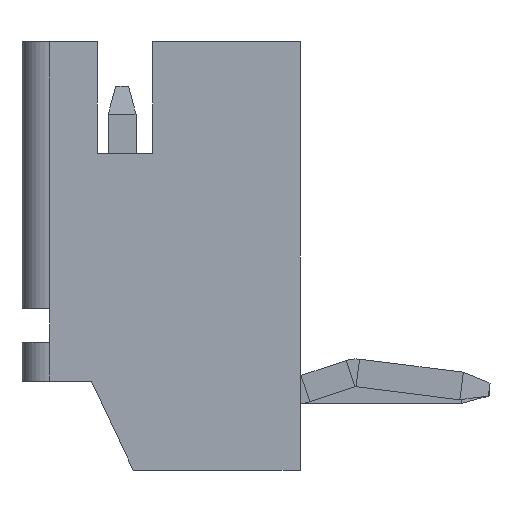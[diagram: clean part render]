
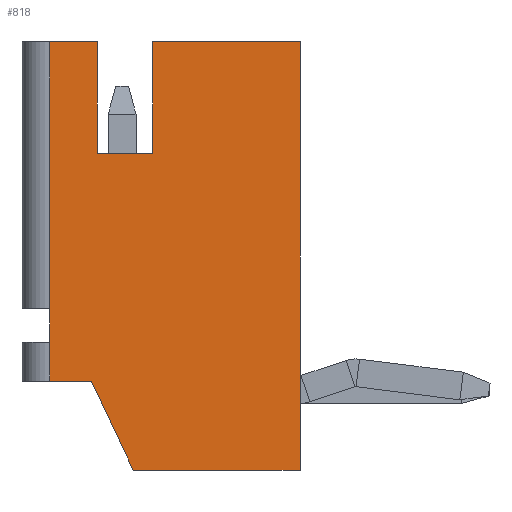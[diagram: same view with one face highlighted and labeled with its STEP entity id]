
A CAD part, left-side view. The second image highlights one B-rep face of the part: STEP entity #818.
In plain terms, the highlighted planar face has unit normal (-1, 0, 0).
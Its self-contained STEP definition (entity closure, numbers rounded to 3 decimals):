
#70 = VECTOR ( 'NONE', #3152, 1000. ) ;
#114 = EDGE_CURVE ( 'NONE', #2449, #1836, #2096, .T. ) ;
#217 = EDGE_CURVE ( 'NONE', #1904, #4919, #3669, .T. ) ;
#241 = DIRECTION ( 'NONE',  ( 0., -0.424, -0.905 ) ) ;
#346 = LINE ( 'NONE', #2155, #1462 ) ;
#401 = CARTESIAN_POINT ( 'NONE',  ( -2., 0.45, 4.1 ) ) ;
#450 = VERTEX_POINT ( 'NONE', #4617 ) ;
#473 = EDGE_CURVE ( 'NONE', #2408, #5169, #346, .T. ) ;
#502 = LINE ( 'NONE', #3712, #4628 ) ;
#546 = ORIENTED_EDGE ( 'NONE', *, *, #217, .T. ) ;
#574 = DIRECTION ( 'NONE',  ( 0., 1., 0. ) ) ;
#652 = VERTEX_POINT ( 'NONE', #2115 ) ;
#772 = EDGE_CURVE ( 'NONE', #1728, #2408, #3346, .T. ) ;
#818 = ADVANCED_FACE ( 'NONE', ( #3019 ), #1498, .T. ) ;
#848 = CARTESIAN_POINT ( 'NONE',  ( -2., 1.3, 1.3 ) ) ;
#885 = VECTOR ( 'NONE', #241, 1000. ) ;
#902 = DIRECTION ( 'NONE',  ( 0., 0., -1. ) ) ;
#932 = CARTESIAN_POINT ( 'NONE',  ( -2., 0.45, 6.1 ) ) ;
#1022 = EDGE_CURVE ( 'NONE', #4919, #4282, #3074, .T. ) ;
#1036 = ORIENTED_EDGE ( 'NONE', *, *, #1022, .T. ) ;
#1055 = LINE ( 'NONE', #2521, #5115 ) ;
#1150 = CARTESIAN_POINT ( 'NONE',  ( -2., 0.55, 0. ) ) ;
#1212 = ORIENTED_EDGE ( 'NONE', *, *, #772, .T. ) ;
#1377 = ORIENTED_EDGE ( 'NONE', *, *, #4868, .T. ) ;
#1462 = VECTOR ( 'NONE', #1478, 1000. ) ;
#1463 = ORIENTED_EDGE ( 'NONE', *, *, #2283, .T. ) ;
#1478 = DIRECTION ( 'NONE',  ( 0., 0., 1. ) ) ;
#1482 = DIRECTION ( 'NONE',  ( 0., 1., 0. ) ) ;
#1498 = PLANE ( 'NONE',  #2916 ) ;
#1613 = LINE ( 'NONE', #1801, #2253 ) ;
#1728 = VERTEX_POINT ( 'NONE', #4807 ) ;
#1735 = ORIENTED_EDGE ( 'NONE', *, *, #114, .T. ) ;
#1801 = CARTESIAN_POINT ( 'NONE',  ( -2., -3.2, 6.1 ) ) ;
#1836 = VERTEX_POINT ( 'NONE', #2542 ) ;
#1899 = VECTOR ( 'NONE', #1482, 1000. ) ;
#1904 = VERTEX_POINT ( 'NONE', #3051 ) ;
#1919 = ORIENTED_EDGE ( 'NONE', *, *, #2080, .T. ) ;
#1987 = LINE ( 'NONE', #4523, #4124 ) ;
#2080 = EDGE_CURVE ( 'NONE', #3957, #2449, #1613, .T. ) ;
#2096 = LINE ( 'NONE', #3914, #4350 ) ;
#2115 = CARTESIAN_POINT ( 'NONE',  ( -2., 1.3, 1.3 ) ) ;
#2120 = DIRECTION ( 'NONE',  ( 0., -1., 0. ) ) ;
#2155 = CARTESIAN_POINT ( 'NONE',  ( -2., 0.45, 6.1 ) ) ;
#2189 = LINE ( 'NONE', #4623, #70 ) ;
#2253 = VECTOR ( 'NONE', #3410, 1000. ) ;
#2265 = CARTESIAN_POINT ( 'NONE',  ( -2., 0.45, 4.1 ) ) ;
#2283 = EDGE_CURVE ( 'NONE', #1836, #1728, #2560, .T. ) ;
#2408 = VERTEX_POINT ( 'NONE', #401 ) ;
#2430 = LINE ( 'NONE', #848, #3182 ) ;
#2449 = VERTEX_POINT ( 'NONE', #3605 ) ;
#2521 = CARTESIAN_POINT ( 'NONE',  ( -2., 1.8, 6.1 ) ) ;
#2542 = CARTESIAN_POINT ( 'NONE',  ( -2., -0.55, 6.1 ) ) ;
#2560 = LINE ( 'NONE', #3869, #3122 ) ;
#2685 = CARTESIAN_POINT ( 'NONE',  ( -2., -0.2, -1.6 ) ) ;
#2916 = AXIS2_PLACEMENT_3D ( 'NONE', #3132, #5063, #5096 ) ;
#3013 = ORIENTED_EDGE ( 'NONE', *, *, #473, .T. ) ;
#3019 = FACE_OUTER_BOUND ( 'NONE', #3086, .T. ) ;
#3042 = CARTESIAN_POINT ( 'NONE',  ( -2., -0.2, -1.6 ) ) ;
#3051 = CARTESIAN_POINT ( 'NONE',  ( -2., 1.3, 0. ) ) ;
#3074 = LINE ( 'NONE', #2685, #885 ) ;
#3086 = EDGE_LOOP ( 'NONE', ( #3867, #4183, #546, #1036, #4572, #1919, #1735, #1463, #1212, #3013, #5014, #1377 ) ) ;
#3122 = VECTOR ( 'NONE', #3461, 1000. ) ;
#3132 = CARTESIAN_POINT ( 'NONE',  ( -2., 0., 0. ) ) ;
#3152 = DIRECTION ( 'NONE',  ( 0., 0., -1. ) ) ;
#3182 = VECTOR ( 'NONE', #902, 1000. ) ;
#3346 = LINE ( 'NONE', #2265, #1899 ) ;
#3410 = DIRECTION ( 'NONE',  ( 0., 0., 1. ) ) ;
#3461 = DIRECTION ( 'NONE',  ( 0., 0., -1. ) ) ;
#3469 = EDGE_CURVE ( 'NONE', #3646, #1904, #1987, .T. ) ;
#3475 = EDGE_CURVE ( 'NONE', #5169, #450, #1055, .T. ) ;
#3605 = CARTESIAN_POINT ( 'NONE',  ( -2., -3.2, 6.1 ) ) ;
#3646 = VERTEX_POINT ( 'NONE', #5045 ) ;
#3669 = LINE ( 'NONE', #4518, #4909 ) ;
#3712 = CARTESIAN_POINT ( 'NONE',  ( -2., -3.2, -1.6 ) ) ;
#3867 = ORIENTED_EDGE ( 'NONE', *, *, #4604, .T. ) ;
#3869 = CARTESIAN_POINT ( 'NONE',  ( -2., -0.55, 6.1 ) ) ;
#3914 = CARTESIAN_POINT ( 'NONE',  ( -2., -0.55, 6.1 ) ) ;
#3957 = VERTEX_POINT ( 'NONE', #4424 ) ;
#4061 = DIRECTION ( 'NONE',  ( 0., -1., 0. ) ) ;
#4124 = VECTOR ( 'NONE', #4918, 1000. ) ;
#4183 = ORIENTED_EDGE ( 'NONE', *, *, #3469, .T. ) ;
#4282 = VERTEX_POINT ( 'NONE', #3042 ) ;
#4350 = VECTOR ( 'NONE', #4708, 1000. ) ;
#4424 = CARTESIAN_POINT ( 'NONE',  ( -2., -3.2, -1.6 ) ) ;
#4518 = CARTESIAN_POINT ( 'NONE',  ( -2., 1.8, 0. ) ) ;
#4523 = CARTESIAN_POINT ( 'NONE',  ( -2., 1.3, 0. ) ) ;
#4572 = ORIENTED_EDGE ( 'NONE', *, *, #4664, .T. ) ;
#4604 = EDGE_CURVE ( 'NONE', #652, #3646, #2430, .T. ) ;
#4617 = CARTESIAN_POINT ( 'NONE',  ( -2., 1.3, 6.1 ) ) ;
#4623 = CARTESIAN_POINT ( 'NONE',  ( -2., 1.3, 0. ) ) ;
#4628 = VECTOR ( 'NONE', #4061, 1000. ) ;
#4664 = EDGE_CURVE ( 'NONE', #4282, #3957, #502, .T. ) ;
#4708 = DIRECTION ( 'NONE',  ( 0., 1., 0. ) ) ;
#4807 = CARTESIAN_POINT ( 'NONE',  ( -2., -0.55, 4.1 ) ) ;
#4868 = EDGE_CURVE ( 'NONE', #450, #652, #2189, .T. ) ;
#4909 = VECTOR ( 'NONE', #2120, 1000. ) ;
#4918 = DIRECTION ( 'NONE',  ( 0., 0., -1. ) ) ;
#4919 = VERTEX_POINT ( 'NONE', #1150 ) ;
#5014 = ORIENTED_EDGE ( 'NONE', *, *, #3475, .T. ) ;
#5045 = CARTESIAN_POINT ( 'NONE',  ( -2., 1.3, 0.7 ) ) ;
#5063 = DIRECTION ( 'NONE',  ( -1., 0., 0. ) ) ;
#5096 = DIRECTION ( 'NONE',  ( 0., -1., 0. ) ) ;
#5115 = VECTOR ( 'NONE', #574, 1000. ) ;
#5169 = VERTEX_POINT ( 'NONE', #932 ) ;
